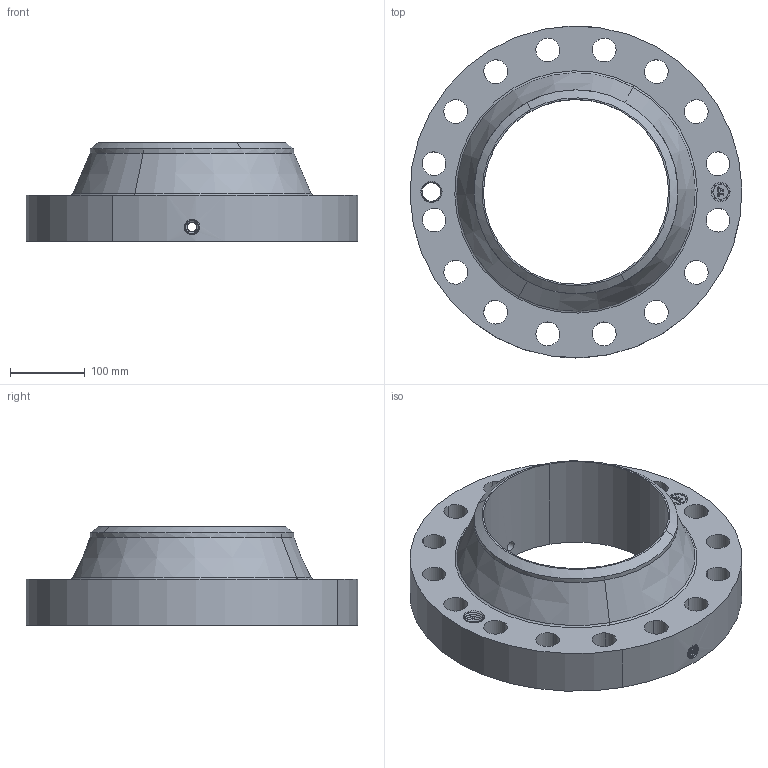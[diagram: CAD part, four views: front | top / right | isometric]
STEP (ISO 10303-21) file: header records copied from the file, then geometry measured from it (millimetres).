
FILE_DESCRIPTION(('3D STEP'),'2;1');
FILE_NAME('10-400-RTJ-WELD-NECK-XH-ORIF-FLANGE.stp','2013-10-23T03:45:43+00:00',('Texas Flange'),(''),'CATIA Version 5 Release 20 SP 6 (IN-10)','CATIA V5 STEP AP214','800-826-3801');
FILE_SCHEMA(('AUTOMOTIVE_DESIGN { 1 0 10303 214 1 1 1 1 }'));
Length unit declared in the file: inch
Products named in the file (1): 10-400-RTJ-WELD-NECK-XH-ORIF-FLANGE
Bounding box: 444.38 x 444.5 x 131.88 mm (x, y, z)
Volume: 6987055.3 mm3; surface area: 544287 mm2
Topology: 1 solids, 1 shells, 806 faces, 2187 edges, 1403 vertices
Faces by surface type: plane 370, bspline 261, cylinder 112, cone 53, torus 6, revolution 4
Entity records: 33777 total; most frequent: CARTESIAN_POINT 13843, ORIENTED_EDGE 4374, EDGE_CURVE 2187, DIRECTION 2156, VERTEX_POINT 1403, VECTOR 1204, LINE 1204, EDGE_LOOP 866
